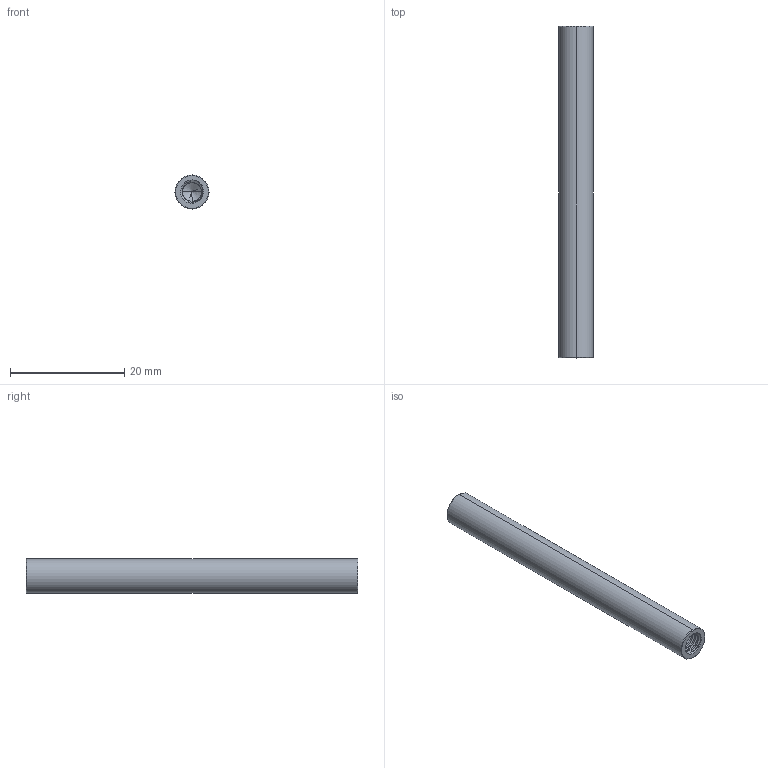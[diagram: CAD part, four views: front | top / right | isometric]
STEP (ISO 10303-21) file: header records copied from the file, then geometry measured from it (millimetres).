
FILE_DESCRIPTION (( 'STEP AP203' ), '1' );
FILE_NAME ('1501-0006-0580.STEP', '2019-04-18T21:54:31', ( '' ), ( '' ), 'SwSTEP 2.0', 'SolidWorks 2016', '' );
FILE_SCHEMA (( 'CONFIG_CONTROL_DESIGN' ));
Length unit declared in the file: millimetre
Products named in the file (1): 1501-0006-0580
Bounding box: 5.95 x 58 x 5.95 mm (x, y, z)
Volume: 1406.2 mm3; surface area: 1466.7 mm2
Topology: 1 solids, 1 shells, 127 faces, 361 edges, 232 vertices
Faces by surface type: cylinder 102, cone 16, plane 5, bspline 4
Entity records: 10198 total; most frequent: CARTESIAN_POINT 7390, ORIENTED_EDGE 710, DIRECTION 435, EDGE_CURVE 355, VERTEX_POINT 232, AXIS2_PLACEMENT_3D 161, EDGE_LOOP 129, FACE_OUTER_BOUND 127
